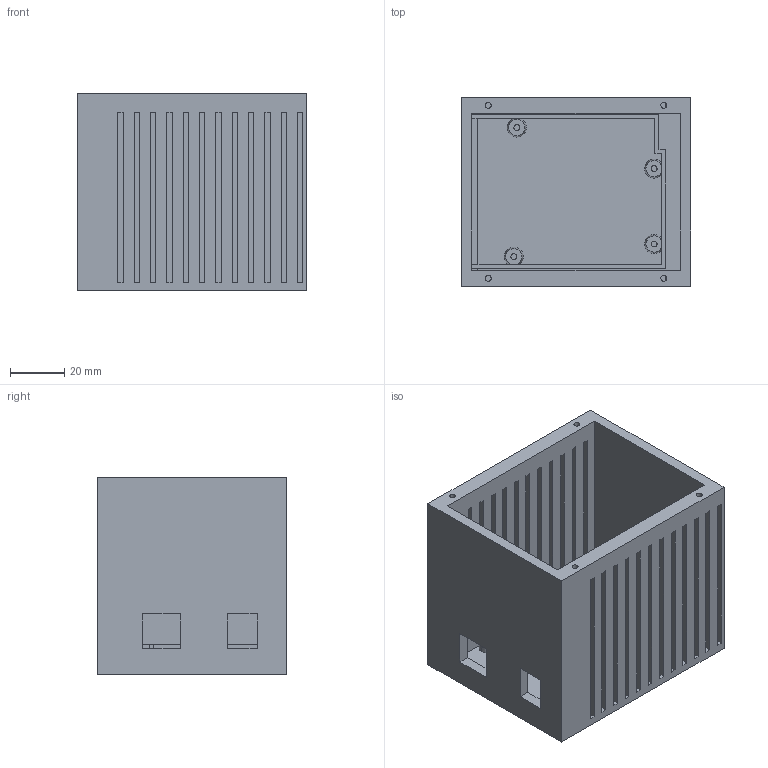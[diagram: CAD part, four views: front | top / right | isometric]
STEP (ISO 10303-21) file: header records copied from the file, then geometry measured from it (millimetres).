
FILE_DESCRIPTION(('CATIA V5 STEP Exchange'),'2;1');
FILE_NAME('Fond_Arduino_Box_1_1.stp','2025-10-13T12:53:39+00:00',('none'),('none'),'CATIA Version 5-6 Release 2013 SP4','CATIA V5 STEP AP203','none');
FILE_SCHEMA(('CONFIG_CONTROL_DESIGN'));
Length unit declared in the file: millimetre
Products named in the file (1): Fond_Arduino_Box
Bounding box: 85 x 70 x 73 mm (x, y, z)
Volume: 99552.1 mm3; surface area: 75753.6 mm2
Topology: 1 solids, 2 shells, 254 faces, 811 edges, 548 vertices
Faces by surface type: plane 229, cylinder 16, cone 9
Entity records: 8459 total; most frequent: ORIENTED_EDGE 1606, CARTESIAN_POINT 1596, DIRECTION 1099, EDGE_CURVE 803, VECTOR 740, LINE 740, VERTEX_POINT 536, EDGE_LOOP 291
